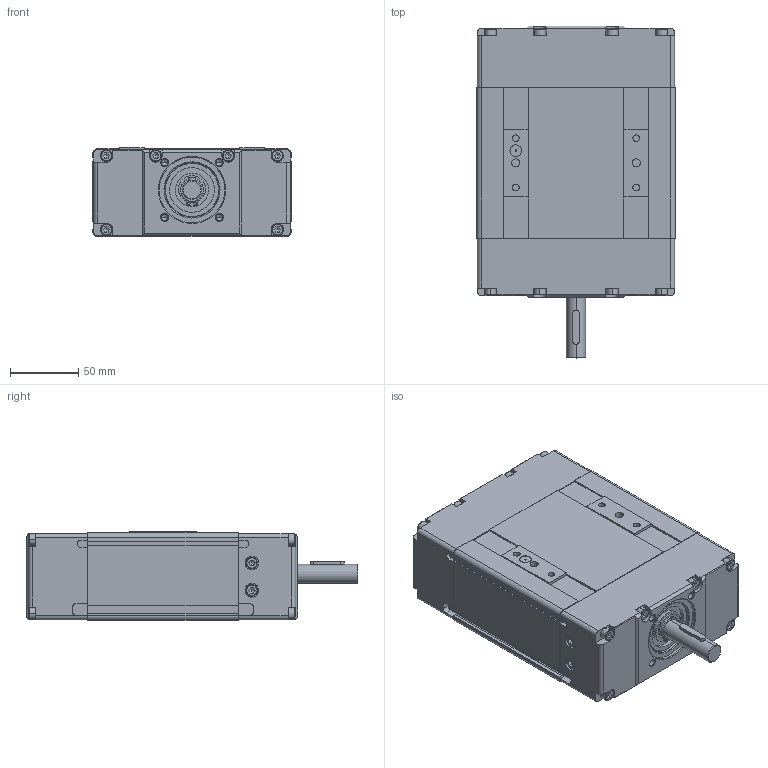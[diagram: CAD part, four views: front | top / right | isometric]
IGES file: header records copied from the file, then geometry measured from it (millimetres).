
Global section: file name: No Iges File Name specified; native system: Autodesk Inventor 2011; preprocessor: AutoDesk Inventor Iges Exporter R2011; author: Matej; date: 20110523.105952; units: millimetre
Bounding box: 145 x 242.5 x 65 mm (x, y, z)
Volume: 1766610.2 mm3; surface area: 177693.8 mm2
Topology: 5 solids, 5 shells, 552 faces, 1491 edges, 974 vertices
Faces by surface type: plane 302, bspline 75, cylinder 73, revolution 62, torus 36, cone 4
